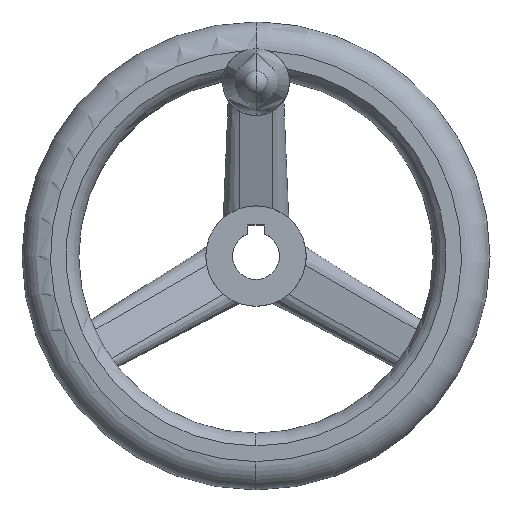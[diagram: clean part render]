
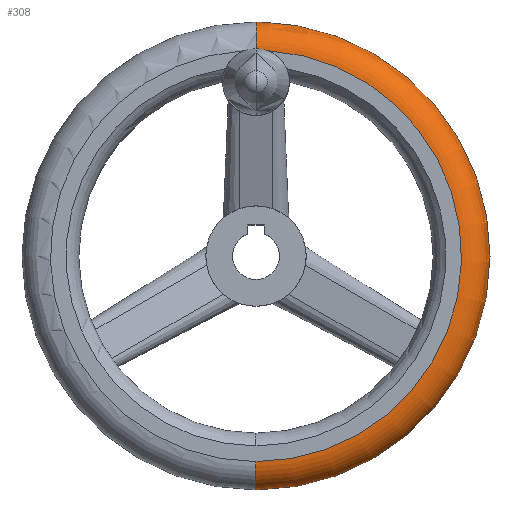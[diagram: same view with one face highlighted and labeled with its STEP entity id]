
A CAD part, top view. The second image highlights one B-rep face of the part: STEP entity #308.
In plain terms, the highlighted toroidal (fillet/blend) face has major radius 61.5 mm and minor radius 8.5 mm.
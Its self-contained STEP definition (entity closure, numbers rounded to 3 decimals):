
#288=EDGE_CURVE('',#778,#582,#828,.T.);
#308=ADVANCED_FACE('',(#852),#853,.T.);
#378=EDGE_CURVE('',#776,#420,#931,.T.);
#420=VERTEX_POINT('',#981);
#582=VERTEX_POINT('',#1156);
#590=EDGE_CURVE('',#582,#680,#1165,.T.);
#620=EDGE_CURVE('',#420,#778,#1201,.T.);
#662=EDGE_CURVE('',#680,#776,#1246,.T.);
#680=VERTEX_POINT('',#1266);
#776=VERTEX_POINT('',#1372);
#778=VERTEX_POINT('',#1374);
#828=CIRCLE('',#1421,70.0);
#852=FACE_OUTER_BOUND('',#1464,.T.);
#853=TOROIDAL_SURFACE('',#1465,61.5,8.5);
#931=CIRCLE('',#1667,61.5);
#981=CARTESIAN_POINT('',(0.,-61.5,39.0));
#1156=CARTESIAN_POINT('',(0.,70.0,30.5));
#1165=CIRCLE('',#2050,8.5);
#1201=CIRCLE('',#2120,8.5);
#1246=CIRCLE('',#2284,61.5);
#1266=CARTESIAN_POINT('',(0.,61.5,39.0));
#1372=CARTESIAN_POINT('',(3.394,61.406,39.));
#1374=CARTESIAN_POINT('',(0.,-70.0,30.5));
#1421=AXIS2_PLACEMENT_3D('',#2610,#2611,#2612);
#1464=EDGE_LOOP('',(#2646,#2647,#2648,#2649,#2650));
#1465=AXIS2_PLACEMENT_3D('',#2651,#2652,#2653);
#1667=AXIS2_PLACEMENT_3D('',#2739,#2740,#2741);
#2050=AXIS2_PLACEMENT_3D('',#3020,#3021,#3022);
#2120=AXIS2_PLACEMENT_3D('',#3079,#3080,#3081);
#2284=AXIS2_PLACEMENT_3D('',#3122,#3123,#3124);
#2610=CARTESIAN_POINT('',(0.,0.,30.5));
#2611=DIRECTION('',(0.,0.,1.0));
#2612=DIRECTION('',(1.0,0.0,0.));
#2646=ORIENTED_EDGE('',*,*,#288,.T.);
#2647=ORIENTED_EDGE('',*,*,#590,.T.);
#2648=ORIENTED_EDGE('',*,*,#662,.T.);
#2649=ORIENTED_EDGE('',*,*,#378,.T.);
#2650=ORIENTED_EDGE('',*,*,#620,.T.);
#2651=CARTESIAN_POINT('',(0.,0.,30.5));
#2652=DIRECTION('',(0.,0.,1.0));
#2653=DIRECTION('',(0.,1.0,0.0));
#2739=CARTESIAN_POINT('',(0.,0.,39.0));
#2740=DIRECTION('',(0.,0.,-1.0));
#2741=DIRECTION('',(0.,1.0,0.));
#3020=CARTESIAN_POINT('',(0.,61.5,30.5));
#3021=DIRECTION('',(1.0,0.,0.));
#3022=DIRECTION('',(0.,1.0,0.));
#3079=CARTESIAN_POINT('',(0.,-61.5,30.5));
#3080=DIRECTION('',(1.0,0.,0.));
#3081=DIRECTION('',(0.,-1.0,0.));
#3122=CARTESIAN_POINT('',(0.,0.,39.0));
#3123=DIRECTION('',(0.,0.,-1.0));
#3124=DIRECTION('',(0.,1.0,0.));
